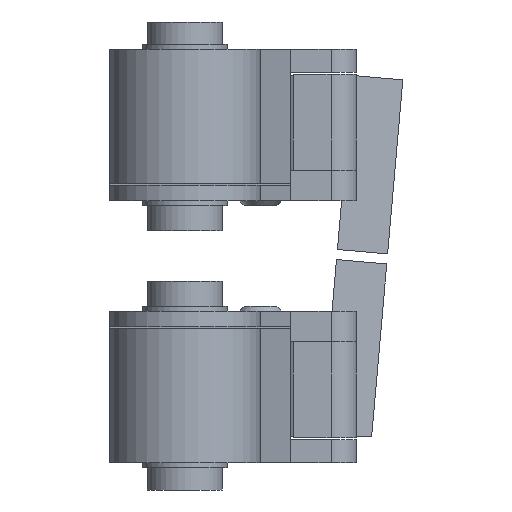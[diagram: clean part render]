
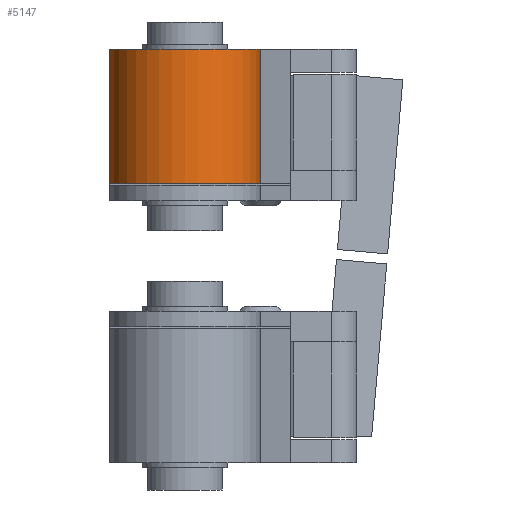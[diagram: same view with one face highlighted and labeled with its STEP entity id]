
A CAD part, front view. The second image highlights one B-rep face of the part: STEP entity #5147.
In plain terms, the highlighted cylindrical face has radius 15 mm (diameter 30 mm), a partial arc.
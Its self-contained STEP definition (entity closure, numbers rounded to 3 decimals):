
#507=FACE_OUTER_BOUND('',#834,.T.);
#834=EDGE_LOOP('',(#4159,#4160,#4161,#4162));
#1305=LINE('',#8046,#1861);
#1306=LINE('',#8047,#1862);
#1861=VECTOR('',#6552,10.);
#1862=VECTOR('',#6553,10.);
#2189=CIRCLE('',#5486,15.);
#2226=CIRCLE('',#5595,15.);
#2420=VERTEX_POINT('',#7674);
#2421=VERTEX_POINT('',#7676);
#2537=VERTEX_POINT('',#8043);
#2538=VERTEX_POINT('',#8044);
#2947=EDGE_CURVE('',#2420,#2421,#2189,.T.);
#3126=EDGE_CURVE('',#2537,#2538,#2226,.T.);
#3127=EDGE_CURVE('',#2538,#2421,#1305,.T.);
#3128=EDGE_CURVE('',#2537,#2420,#1306,.T.);
#4159=ORIENTED_EDGE('',*,*,#3126,.T.);
#4160=ORIENTED_EDGE('',*,*,#3127,.T.);
#4161=ORIENTED_EDGE('',*,*,#2947,.F.);
#4162=ORIENTED_EDGE('',*,*,#3128,.F.);
#4971=CYLINDRICAL_SURFACE('',#5594,15.);
#5147=ADVANCED_FACE('',(#507),#4971,.T.);
#5486=AXIS2_PLACEMENT_3D('',#7677,#6190,#6191);
#5594=AXIS2_PLACEMENT_3D('',#8042,#6548,#6549);
#5595=AXIS2_PLACEMENT_3D('',#8045,#6550,#6551);
#6190=DIRECTION('center_axis',(0.,0.,1.));
#6191=DIRECTION('ref_axis',(1.,0.,0.));
#6548=DIRECTION('center_axis',(0.,0.,1.));
#6549=DIRECTION('ref_axis',(1.,0.,0.));
#6550=DIRECTION('center_axis',(0.,0.,1.));
#6551=DIRECTION('ref_axis',(1.,0.,0.));
#6552=DIRECTION('',(0.,0.,1.));
#6553=DIRECTION('',(0.,0.,1.));
#7674=CARTESIAN_POINT('',(-15.,0.,30.));
#7676=CARTESIAN_POINT('',(15.,0.,30.));
#7677=CARTESIAN_POINT('Origin',(0.,0.,30.));
#8042=CARTESIAN_POINT('Origin',(0.,0.,0.));
#8043=CARTESIAN_POINT('',(-15.,0.,3.4));
#8044=CARTESIAN_POINT('',(15.,0.,3.4));
#8045=CARTESIAN_POINT('Origin',(0.,0.,3.4));
#8046=CARTESIAN_POINT('',(15.,0.,0.));
#8047=CARTESIAN_POINT('',(-15.,0.,0.));
